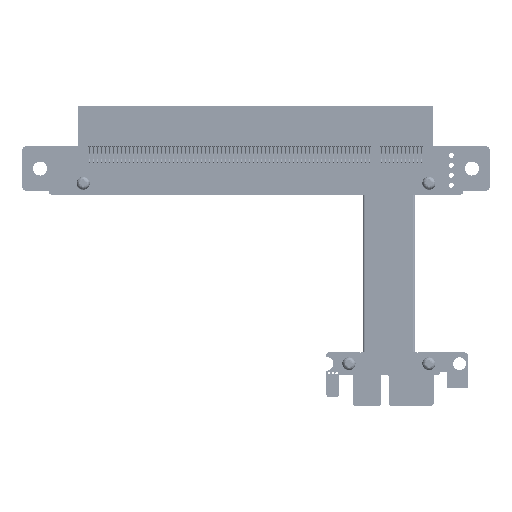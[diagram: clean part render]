
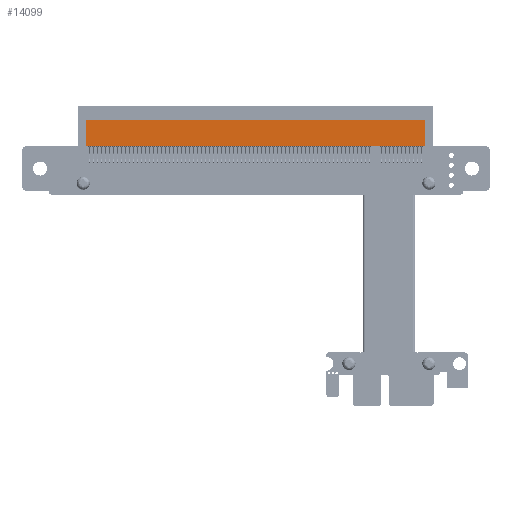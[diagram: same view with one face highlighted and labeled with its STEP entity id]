
A CAD part, top view. The second image highlights one B-rep face of the part: STEP entity #14099.
In plain terms, the highlighted planar face has unit normal (0, 0, 1).
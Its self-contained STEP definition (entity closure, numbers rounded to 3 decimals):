
#12588 = EDGE_CURVE('',#12589,#12591,#12593,.T.);
#12589 = VERTEX_POINT('',#12590);
#12590 = CARTESIAN_POINT('',(-74.5,1.,3.25));
#12591 = VERTEX_POINT('',#12592);
#12592 = CARTESIAN_POINT('',(10.5,1.,3.25));
#12593 = LINE('',#12594,#12595);
#12594 = CARTESIAN_POINT('',(-74.5,1.,3.25));
#12595 = VECTOR('',#12596,1.);
#12596 = DIRECTION('',(1.,0.,0.));
#13078 = EDGE_CURVE('',#13079,#12589,#13081,.T.);
#13079 = VERTEX_POINT('',#13080);
#13080 = CARTESIAN_POINT('',(-74.5,7.45,3.25));
#13081 = LINE('',#13082,#13083);
#13082 = CARTESIAN_POINT('',(-74.5,1.,3.25));
#13083 = VECTOR('',#13084,1.);
#13084 = DIRECTION('',(0.,-1.,0.));
#13125 = VERTEX_POINT('',#13126);
#13126 = CARTESIAN_POINT('',(10.5,7.45,3.25));
#13132 = EDGE_CURVE('',#12591,#13125,#13133,.T.);
#13133 = LINE('',#13134,#13135);
#13134 = CARTESIAN_POINT('',(10.5,1.,3.25));
#13135 = VECTOR('',#13136,1.);
#13136 = DIRECTION('',(0.,1.,0.));
#14088 = EDGE_CURVE('',#13125,#13079,#14089,.T.);
#14089 = LINE('',#14090,#14091);
#14090 = CARTESIAN_POINT('',(-74.5,7.45,3.25));
#14091 = VECTOR('',#14092,1.);
#14092 = DIRECTION('',(-1.,0.,0.));
#14099 = ADVANCED_FACE('',(#14100),#14106,.F.);
#14100 = FACE_BOUND('',#14101,.T.);
#14101 = EDGE_LOOP('',(#14102,#14103,#14104,#14105));
#14102 = ORIENTED_EDGE('',*,*,#13078,.T.);
#14103 = ORIENTED_EDGE('',*,*,#12588,.T.);
#14104 = ORIENTED_EDGE('',*,*,#13132,.T.);
#14105 = ORIENTED_EDGE('',*,*,#14088,.T.);
#14106 = PLANE('',#14107);
#14107 = AXIS2_PLACEMENT_3D('',#14108,#14109,#14110);
#14108 = CARTESIAN_POINT('',(-74.5,7.45,3.25));
#14109 = DIRECTION('',(0.,0.,-1.));
#14110 = DIRECTION('',(-1.,0.,0.));
